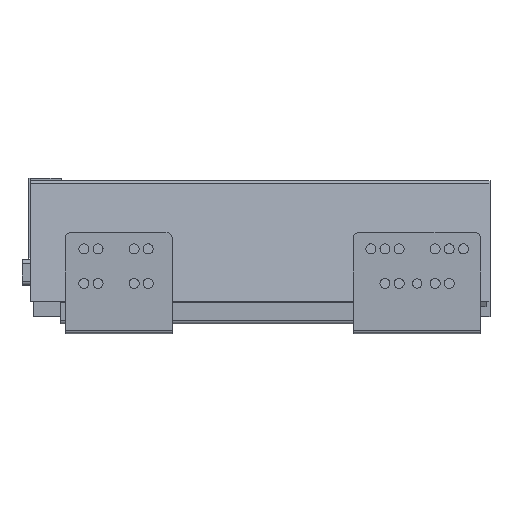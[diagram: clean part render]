
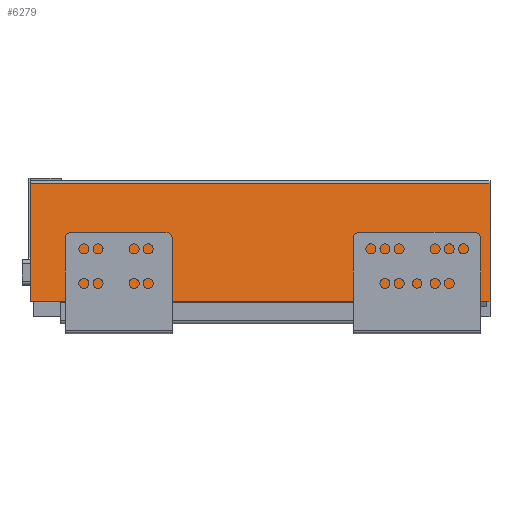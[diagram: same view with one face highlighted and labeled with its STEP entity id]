
A CAD part, top view. The second image highlights one B-rep face of the part: STEP entity #6279.
In plain terms, the highlighted planar face has unit normal (0, 0.139, 0.99).
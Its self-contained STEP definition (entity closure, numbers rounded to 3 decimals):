
#125 = VECTOR ( 'NONE', #2734, 1000. ) ;
#295 = CARTESIAN_POINT ( 'NONE',  ( 0., 0., 65. ) ) ;
#520 = EDGE_CURVE ( 'NONE', #632, #9837, #3896, .T. ) ;
#632 = VERTEX_POINT ( 'NONE', #295 ) ;
#674 = ORIENTED_EDGE ( 'NONE', *, *, #6603, .T. ) ;
#880 = DIRECTION ( 'NONE',  ( 1., 0., 0. ) ) ;
#1196 = DIRECTION ( 'NONE',  ( 0., 0.99, -0.139 ) ) ;
#1655 = DIRECTION ( 'NONE',  ( 0., 0.99, -0.139 ) ) ;
#1715 = CARTESIAN_POINT ( 'NONE',  ( -293., 75.024, 54.456 ) ) ;
#1789 = DIRECTION ( 'NONE',  ( 0., 0.139, 0.99 ) ) ;
#1792 = CARTESIAN_POINT ( 'NONE',  ( 0., 75.024, 54.456 ) ) ;
#1936 = LINE ( 'NONE', #6400, #125 ) ;
#2181 = VECTOR ( 'NONE', #1655, 1000. ) ;
#2304 = DIRECTION ( 'NONE',  ( 1., 0., 0. ) ) ;
#2583 = PLANE ( 'NONE',  #9374 ) ;
#2734 = DIRECTION ( 'NONE',  ( 0., 0.99, -0.139 ) ) ;
#3362 = VERTEX_POINT ( 'NONE', #4359 ) ;
#3888 = CARTESIAN_POINT ( 'NONE',  ( -293., 75.024, 54.456 ) ) ;
#3896 = LINE ( 'NONE', #7617, #2181 ) ;
#4017 = VECTOR ( 'NONE', #880, 1000. ) ;
#4359 = CARTESIAN_POINT ( 'NONE',  ( -293., 0., 65. ) ) ;
#4535 = LINE ( 'NONE', #6817, #4618 ) ;
#4618 = VECTOR ( 'NONE', #2304, 1000. ) ;
#5133 = ORIENTED_EDGE ( 'NONE', *, *, #520, .T. ) ;
#6279 = ADVANCED_FACE ( 'NONE', ( #8008 ), #2583, .T. ) ;
#6349 = CARTESIAN_POINT ( 'NONE',  ( -293., 0., 65. ) ) ;
#6400 = CARTESIAN_POINT ( 'NONE',  ( -293., 0., 65. ) ) ;
#6427 = ORIENTED_EDGE ( 'NONE', *, *, #7632, .F. ) ;
#6479 = VERTEX_POINT ( 'NONE', #3888 ) ;
#6603 = EDGE_CURVE ( 'NONE', #3362, #632, #4535, .T. ) ;
#6817 = CARTESIAN_POINT ( 'NONE',  ( -293., 0., 65. ) ) ;
#7591 = EDGE_LOOP ( 'NONE', ( #5133, #6427, #8710, #674 ) ) ;
#7617 = CARTESIAN_POINT ( 'NONE',  ( 0., 0., 65. ) ) ;
#7632 = EDGE_CURVE ( 'NONE', #6479, #9837, #7735, .T. ) ;
#7735 = LINE ( 'NONE', #1715, #4017 ) ;
#8008 = FACE_OUTER_BOUND ( 'NONE', #7591, .T. ) ;
#8438 = EDGE_CURVE ( 'NONE', #3362, #6479, #1936, .T. ) ;
#8710 = ORIENTED_EDGE ( 'NONE', *, *, #8438, .F. ) ;
#9374 = AXIS2_PLACEMENT_3D ( 'NONE', #6349, #1789, #1196 ) ;
#9837 = VERTEX_POINT ( 'NONE', #1792 ) ;
